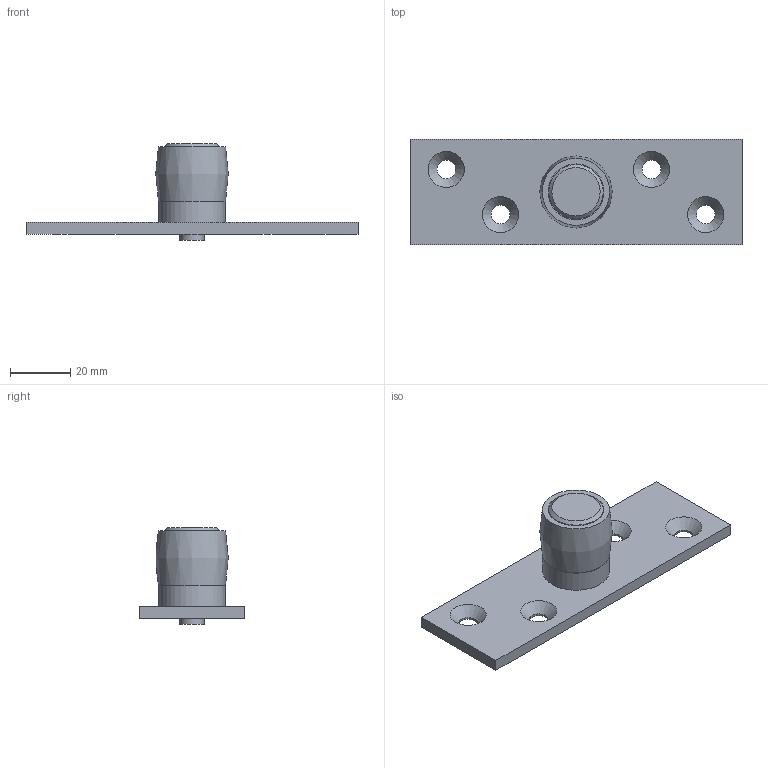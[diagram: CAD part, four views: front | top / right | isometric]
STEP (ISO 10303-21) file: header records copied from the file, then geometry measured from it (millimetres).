
FILE_DESCRIPTION((''),'2;1');
FILE_NAME('1101.stp','2012-01-04T12:03:39',('Marc'),(''),'Autodesk Inventor 2011','Autodesk Inventor 2011','');
FILE_SCHEMA(('AUTOMOTIVE_DESIGN { 1 0 10303 214 1 1 1 1 }'));
Length unit declared in the file: millimetre
Products named in the file (1): Pièce3
Bounding box: 110 x 35 x 32 mm (x, y, z)
Volume: 24828.8 mm3; surface area: 13453 mm2
Topology: 1 solids, 1 shells, 33 faces, 66 edges, 44 vertices
Faces by surface type: plane 15, cylinder 12, cone 5, bspline 1
Full cylindrical faces by diameter (mm): 6.2 x4, 8 x1, 8.2 x1, 14 x1, 14.3 x1, 14.5 x1, 18 x1, 18.5 x1, 22 x1
Entity records: 847 total; most frequent: CARTESIAN_POINT 142, DIRECTION 140, ORIENTED_EDGE 86, EDGE_LOOP 68, AXIS2_PLACEMENT_3D 64, EDGE_CURVE 43, VERTEX_POINT 39, FACE_BOUND 35
